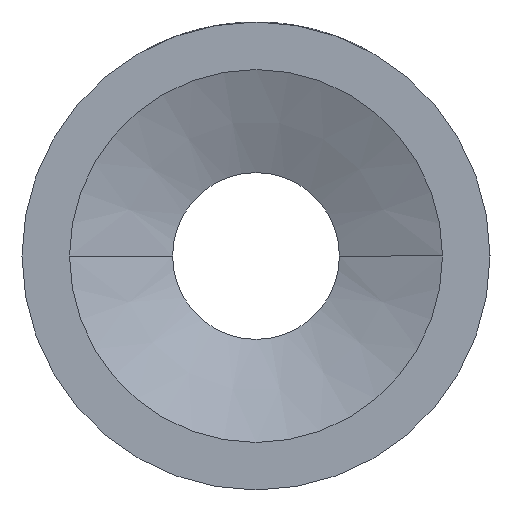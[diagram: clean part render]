
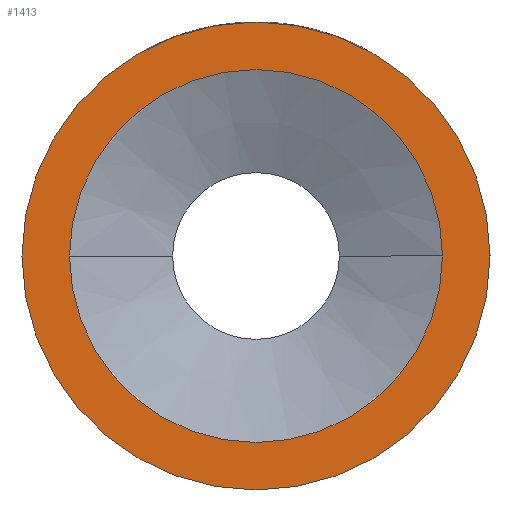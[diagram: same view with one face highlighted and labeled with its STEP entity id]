
A CAD part, left-side view. The second image highlights one B-rep face of the part: STEP entity #1413.
In plain terms, the highlighted planar face has unit normal (-1, 0, 0).
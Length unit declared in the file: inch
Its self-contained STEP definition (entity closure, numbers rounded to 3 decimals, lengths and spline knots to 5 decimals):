
#247 = DIRECTION ( 'NONE',  ( 0., 1., 0. ) ) ;
#313 = DIRECTION ( 'NONE',  ( 1., 0., 0. ) ) ;
#475 = AXIS2_PLACEMENT_3D ( 'NONE', #4001, #1597, #2384 ) ;
#503 = EDGE_CURVE ( 'NONE', #4724, #4000, #3176, .T. ) ;
#605 = CARTESIAN_POINT ( 'NONE',  ( -0.75, -0.2, 0. ) ) ;
#615 = CARTESIAN_POINT ( 'NONE',  ( -0.75, 0., 0. ) ) ;
#743 = DIRECTION ( 'NONE',  ( 1., 0., 0. ) ) ;
#1071 = VERTEX_POINT ( 'NONE', #2702 ) ;
#1151 = ORIENTED_EDGE ( 'NONE', *, *, #2046, .F. ) ;
#1239 = ORIENTED_EDGE ( 'NONE', *, *, #2613, .F. ) ;
#1373 = ORIENTED_EDGE ( 'NONE', *, *, #503, .T. ) ;
#1413 = ADVANCED_FACE ( 'NONE', ( #3424, #2868 ), #4286, .F. ) ;
#1475 = CARTESIAN_POINT ( 'NONE',  ( -0.75, 0., 0. ) ) ;
#1486 = AXIS2_PLACEMENT_3D ( 'NONE', #2761, #313, #3104 ) ;
#1597 = DIRECTION ( 'NONE',  ( 1., 0., 0. ) ) ;
#1639 = EDGE_LOOP ( 'NONE', ( #1685, #1373 ) ) ;
#1660 = CIRCLE ( 'NONE', #3692, 0.251 ) ;
#1685 = ORIENTED_EDGE ( 'NONE', *, *, #5078, .T. ) ;
#1906 = DIRECTION ( 'NONE',  ( 0., 0., -1. ) ) ;
#1992 = DIRECTION ( 'NONE',  ( 0., 1., 0. ) ) ;
#2046 = EDGE_CURVE ( 'NONE', #1071, #2190, #2299, .T. ) ;
#2190 = VERTEX_POINT ( 'NONE', #3298 ) ;
#2255 = CARTESIAN_POINT ( 'NONE',  ( -0.75, 0.2, 0. ) ) ;
#2292 = AXIS2_PLACEMENT_3D ( 'NONE', #1475, #2661, #1906 ) ;
#2299 = CIRCLE ( 'NONE', #475, 0.251 ) ;
#2384 = DIRECTION ( 'NONE',  ( 0., 1., 0. ) ) ;
#2613 = EDGE_CURVE ( 'NONE', #2190, #1071, #1660, .T. ) ;
#2661 = DIRECTION ( 'NONE',  ( 1., 0., 0. ) ) ;
#2702 = CARTESIAN_POINT ( 'NONE',  ( -0.75, 0.251, 0. ) ) ;
#2720 = CIRCLE ( 'NONE', #4414, 0.2 ) ;
#2761 = CARTESIAN_POINT ( 'NONE',  ( -0.75, 0., 0. ) ) ;
#2828 = CARTESIAN_POINT ( 'NONE',  ( -0.75, 0., 0. ) ) ;
#2868 = FACE_BOUND ( 'NONE', #1639, .T. ) ;
#3104 = DIRECTION ( 'NONE',  ( 0., 1., 0. ) ) ;
#3176 = CIRCLE ( 'NONE', #1486, 0.2 ) ;
#3298 = CARTESIAN_POINT ( 'NONE',  ( -0.75, -0.251, 0. ) ) ;
#3424 = FACE_OUTER_BOUND ( 'NONE', #4782, .T. ) ;
#3692 = AXIS2_PLACEMENT_3D ( 'NONE', #2828, #743, #1992 ) ;
#4000 = VERTEX_POINT ( 'NONE', #2255 ) ;
#4001 = CARTESIAN_POINT ( 'NONE',  ( -0.75, 0., 0. ) ) ;
#4286 = PLANE ( 'NONE',  #2292 ) ;
#4414 = AXIS2_PLACEMENT_3D ( 'NONE', #615, #5048, #247 ) ;
#4724 = VERTEX_POINT ( 'NONE', #605 ) ;
#4782 = EDGE_LOOP ( 'NONE', ( #1151, #1239 ) ) ;
#5048 = DIRECTION ( 'NONE',  ( 1., 0., 0. ) ) ;
#5078 = EDGE_CURVE ( 'NONE', #4000, #4724, #2720, .T. ) ;
